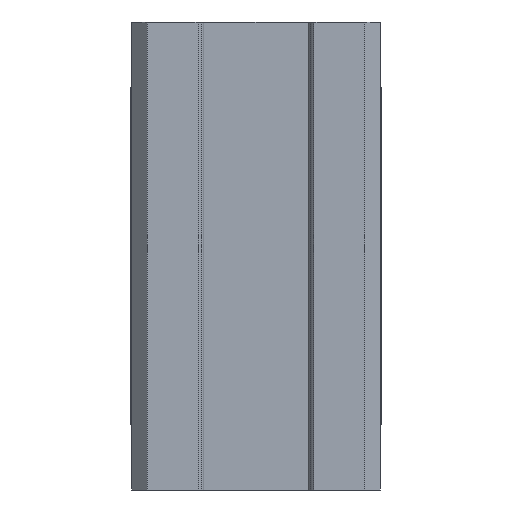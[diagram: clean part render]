
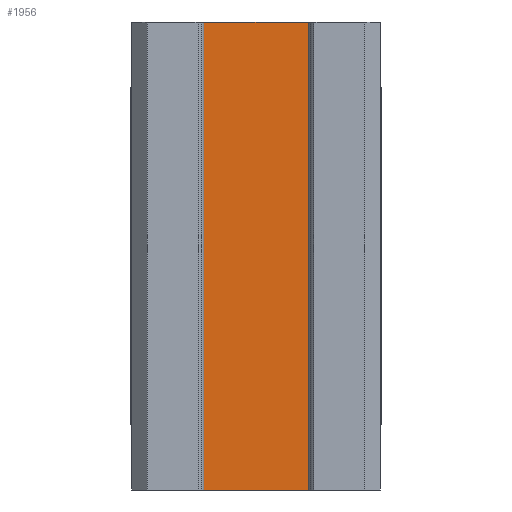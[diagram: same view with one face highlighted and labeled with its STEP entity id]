
A CAD part, front view. The second image highlights one B-rep face of the part: STEP entity #1956.
In plain terms, the highlighted planar face has unit normal (0, -1, 0).
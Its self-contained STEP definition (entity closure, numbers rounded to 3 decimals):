
#213=FACE_OUTER_BOUND('',#326,.T.);
#326=EDGE_LOOP('',(#1337,#1338,#1339,#1340));
#457=LINE('',#2921,#655);
#458=LINE('',#2923,#656);
#459=LINE('',#2925,#657);
#460=LINE('',#2926,#658);
#655=VECTOR('',#2324,10.);
#656=VECTOR('',#2325,10.);
#657=VECTOR('',#2326,10.);
#658=VECTOR('',#2327,10.);
#857=VERTEX_POINT('',#2919);
#858=VERTEX_POINT('',#2920);
#859=VERTEX_POINT('',#2922);
#860=VERTEX_POINT('',#2924);
#1049=EDGE_CURVE('',#857,#858,#457,.T.);
#1050=EDGE_CURVE('',#857,#859,#458,.T.);
#1051=EDGE_CURVE('',#860,#859,#459,.T.);
#1052=EDGE_CURVE('',#858,#860,#460,.T.);
#1337=ORIENTED_EDGE('',*,*,#1049,.F.);
#1338=ORIENTED_EDGE('',*,*,#1050,.T.);
#1339=ORIENTED_EDGE('',*,*,#1051,.F.);
#1340=ORIENTED_EDGE('',*,*,#1052,.F.);
#1886=PLANE('',#2100);
#1956=ADVANCED_FACE('',(#213),#1886,.F.);
#2100=AXIS2_PLACEMENT_3D('',#2918,#2322,#2323);
#2322=DIRECTION('center_axis',(0.,1.,0.));
#2323=DIRECTION('ref_axis',(-1.,0.,0.));
#2324=DIRECTION('',(-1.,0.,0.));
#2325=DIRECTION('',(0.,0.,1.));
#2326=DIRECTION('',(1.,0.,0.));
#2327=DIRECTION('',(0.,0.,1.));
#2918=CARTESIAN_POINT('Origin',(7.065,-2.92,0.));
#2919=CARTESIAN_POINT('',(7.065,-2.92,-29.9));
#2920=CARTESIAN_POINT('',(-7.065,-2.92,-29.9));
#2921=CARTESIAN_POINT('',(3.533,-2.92,-29.9));
#2922=CARTESIAN_POINT('',(7.065,-2.92,29.9));
#2923=CARTESIAN_POINT('',(7.065,-2.92,0.));
#2924=CARTESIAN_POINT('',(-7.065,-2.92,29.9));
#2925=CARTESIAN_POINT('',(3.533,-2.92,29.9));
#2926=CARTESIAN_POINT('',(-7.065,-2.92,0.));
